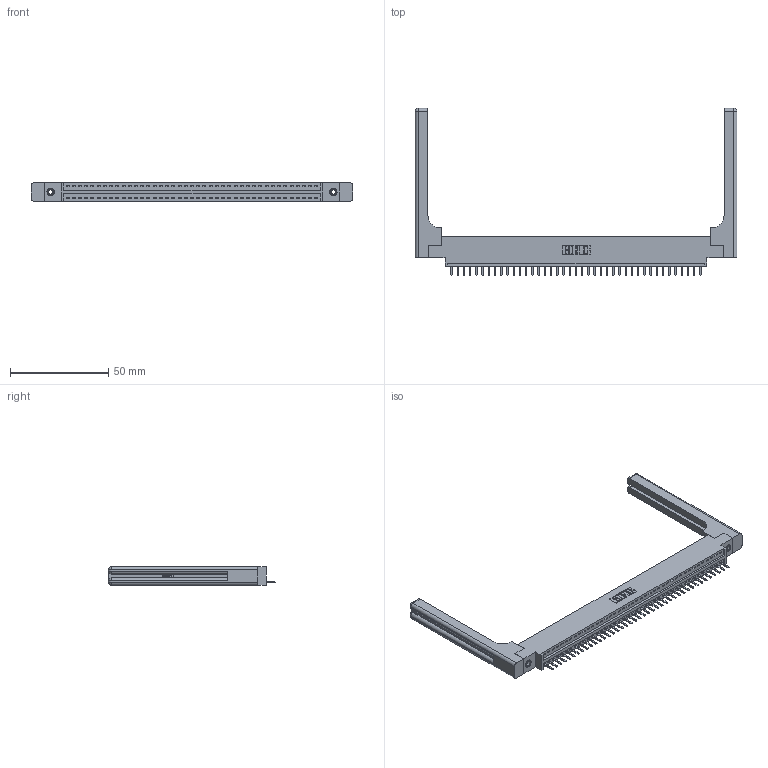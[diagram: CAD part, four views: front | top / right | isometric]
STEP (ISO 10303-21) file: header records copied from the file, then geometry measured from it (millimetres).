
FILE_DESCRIPTION (( 'STEP AP203' ), '1' );
FILE_NAME ('346-041-520-658.STEP', '2022-05-07T11:16:03', ( '' ), ( '' ), 'SwSTEP 2.0', 'SolidWorks 2020', '' );
FILE_SCHEMA (( 'CONFIG_CONTROL_DESIGN' ));
Length unit declared in the file: inch
Products named in the file (5): 345-292-001_345-293-120; 346 Part_0.170 Offset - 0.156 Dia-TH; 345-250-001_345-250-001-102; 346-220-058_345-220-058; 346-041-520-658
Assembly tree (46 placements, depth 2):
  346-041-520-658
    346 Part_0.170 Offset - 0.156 Dia-TH
    345-292-001_345-293-120  x41
    345-250-001_345-250-001-102  x2
    346-220-058_345-220-058  x2
Bounding box: 164.24 x 85.29 x 9.4 mm (x, y, z)
Volume: 22941.9 mm3; surface area: 24235.1 mm2
Topology: 46 solids, 46 shells, 2938 faces, 8587 edges, 5594 vertices
Faces by surface type: plane 1964, cylinder 914, bspline 36, cone 12, sphere 8, torus 4
Entity records: 31424 total; most frequent: CARTESIAN_POINT 6382, ORIENTED_EDGE 5140, DIRECTION 4548, EDGE_CURVE 2570, LINE 2178, VECTOR 2178, VERTEX_POINT 1702, AXIS2_PLACEMENT_3D 1185
